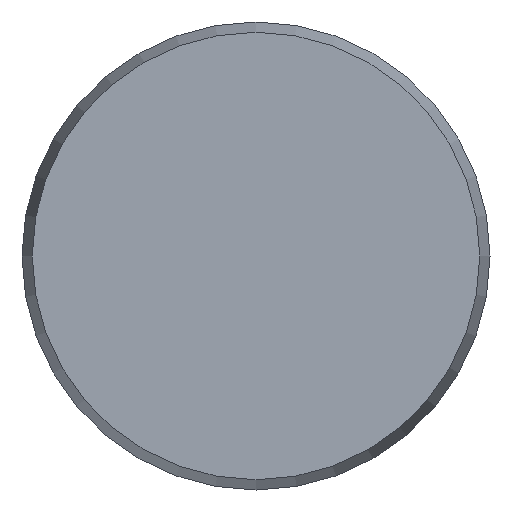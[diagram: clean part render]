
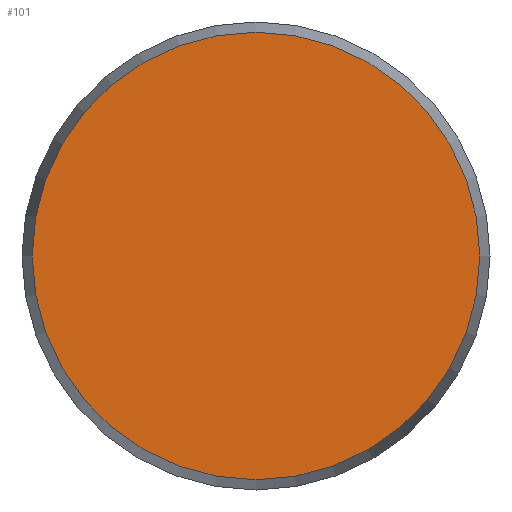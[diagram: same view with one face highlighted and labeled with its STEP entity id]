
A CAD part, front view. The second image highlights one B-rep face of the part: STEP entity #101.
In plain terms, the highlighted planar face has unit normal (0, -1, 0).
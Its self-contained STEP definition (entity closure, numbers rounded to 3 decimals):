
#101 = ADVANCED_FACE( '', ( #225 ), #226, .F. );
#225 = FACE_OUTER_BOUND( '', #398, .T. );
#226 = PLANE( '', #399 );
#398 = EDGE_LOOP( '', ( #611 ) );
#399 = AXIS2_PLACEMENT_3D( '', #612, #613, #614 );
#611 = ORIENTED_EDGE( '', *, *, #822, .T. );
#612 = CARTESIAN_POINT( '', ( 38.25, 0., 0. ) );
#613 = DIRECTION( '', ( 0., 1., 0. ) );
#614 = DIRECTION( '', ( 0., 0., 1. ) );
#822 = EDGE_CURVE( '', #967, #967, #968, .T. );
#967 = VERTEX_POINT( '', #1240 );
#968 = CIRCLE( '', #1241, 38.25 );
#1240 = CARTESIAN_POINT( '', ( 0., 0., -38.25 ) );
#1241 = AXIS2_PLACEMENT_3D( '', #1390, #1391, #1392 );
#1390 = CARTESIAN_POINT( '', ( 0., 0., 0. ) );
#1391 = DIRECTION( '', ( 0., -1., 0. ) );
#1392 = DIRECTION( '', ( 0., 0., -1. ) );
